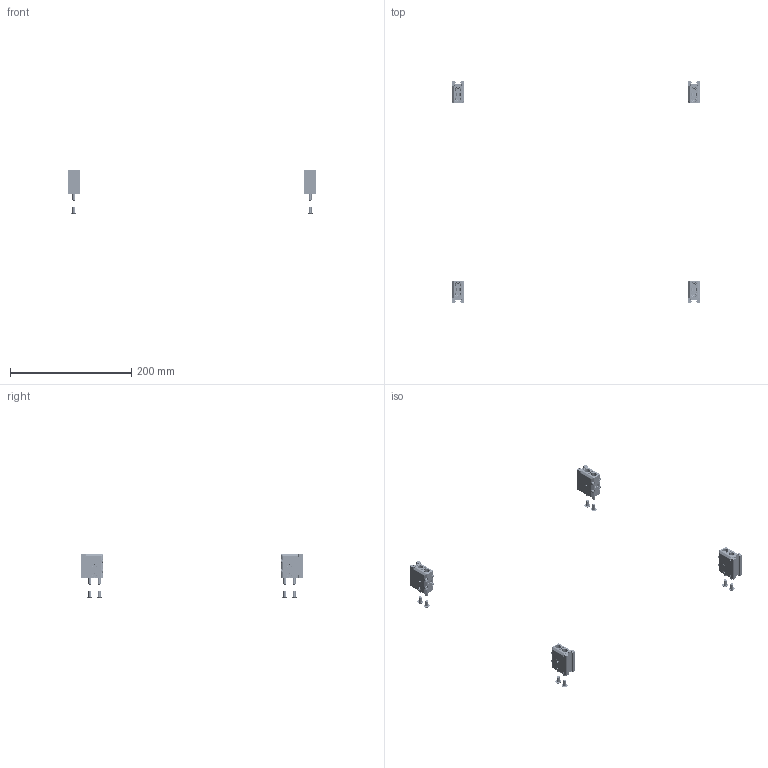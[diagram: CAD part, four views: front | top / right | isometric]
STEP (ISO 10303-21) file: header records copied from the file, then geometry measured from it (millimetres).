
FILE_DESCRIPTION(/* description */ ('','CAx-IF Rec.Pracs.---Representation and Presentation of Product Manufacturing Information (PMI)---4.0---2014-10-13'),/* implementation_level */ '2;1');
FILE_NAME(/* name */ '_17_Hybrid_V2_6mm_Z_joints_FT_FT_S.step',/* time_stamp */ '2024-12-14T20:57:54+01:00',/* author */ (''),/* organization */ (''),/* preprocessor_version */ 'ST-DEVELOPER v20',/* originating_system */ 'Autodesk Translation Framework v13.20.0.188',/* authorisation */ '');
FILE_SCHEMA (('AP242_MANAGED_MODEL_BASED_3D_ENGINEERING_MIM_LF { 1 0 10303 442 1 1 4 }'));
Products named in the file (18): _17_Hybrid_V2_6mm_Z_joints_FT_FT_S; _Hybrid_V2_6mm_Z_joint_b_FT; _Hybrid_V2_6mm_Z_joint_b_hardware_FT; _Hybrid_V2_6mm_Z_joint_a_FT; _Hybrid_V2_6mm_Z_joint_a_hardware_FT; _Hybrid_V2_6mm_Z_joint_b_FT_1; Hybrid_V2_Z_joint_b; _Hybrid_V2_6mm_Z_joint_b_hardware_FT_1; _Hybrid_V2_6mm_Z_joint_a_FT_1; _MGN9H; Hybrid_V2_Z_joint_a; _Hybrid_V2_6mm_Z_joint_a_hardware_FT_1; M3xD5x4 threaded insert; M5x40 SHCS; M3x30 BHCS; M3x16 SHCS; M5xD8x30 spacer; M5x10 BHCS
Assembly tree (72 placements, depth 4):
  _17_Hybrid_V2_6mm_Z_joints_FT_FT_S
    _Hybrid_V2_6mm_Z_joint_b_FT
      Hybrid_V2_Z_joint_b
      _MGN9H
      _Hybrid_V2_6mm_Z_joint_b_hardware_FT
        M3xD5x4 threaded insert  x2
        M3x30 BHCS  x4
        M5x40 SHCS  x2
        M3x16 SHCS  x2
        M5xD8x30 spacer  x2
    _Hybrid_V2_6mm_Z_joint_a_FT
      _MGN9H
      Hybrid_V2_Z_joint_a
      _Hybrid_V2_6mm_Z_joint_a_hardware_FT
        M3xD5x4 threaded insert  x2
        M3x30 BHCS  x4
        M5x40 SHCS  x2
        M3x16 SHCS  x2
        M5xD8x30 spacer  x2
    _Hybrid_V2_6mm_Z_joint_b_FT_1
      Hybrid_V2_Z_joint_b
      _MGN9H
      _Hybrid_V2_6mm_Z_joint_b_hardware_FT_1
        M3xD5x4 threaded insert  x2
        M3x30 BHCS  x4
        M5x40 SHCS  x2
        M3x16 SHCS  x2
        M5xD8x30 spacer  x2
    _Hybrid_V2_6mm_Z_joint_a_FT_1
      _MGN9H
      Hybrid_V2_Z_joint_a
      _Hybrid_V2_6mm_Z_joint_a_hardware_FT_1
        M3xD5x4 threaded insert  x2
        M3x30 BHCS  x4
        M5x40 SHCS  x2
        M3x16 SHCS  x2
        M5xD8x30 spacer  x2
    M5x10 BHCS  x8
Bounding box: 410.7 x 366 x 73.68 mm (x, y, z)
Volume: 103238.6 mm3; surface area: 80698.5 mm2
Topology: 96 solids, 96 shells, 8100 faces, 22084 edges, 14232 vertices
Faces by surface type: plane 2928, cylinder 2260, torus 1432, bspline 992, cone 360, sphere 128
Full cylindrical faces by diameter (mm): 1.288 x20, 2.603 x16, 2.9 x8, 3 x40, 3.4 x32, 4.2 x8, 4.25 x8, 4.6 x8, 4.7 x8, 5 x24, 5.5 x8, 5.7 x16, 6 x8, 8 x8, 8.25 x8, 9.5 x8
Entity records: 60838 total; most frequent: CARTESIAN_POINT 19788, ORIENTED_EDGE 8786, DIRECTION 8284, EDGE_CURVE 4393, AXIS2_PLACEMENT_3D 3346, VERTEX_POINT 2766, EDGE_LOOP 1771, FACE_OUTER_BOUND 1679
